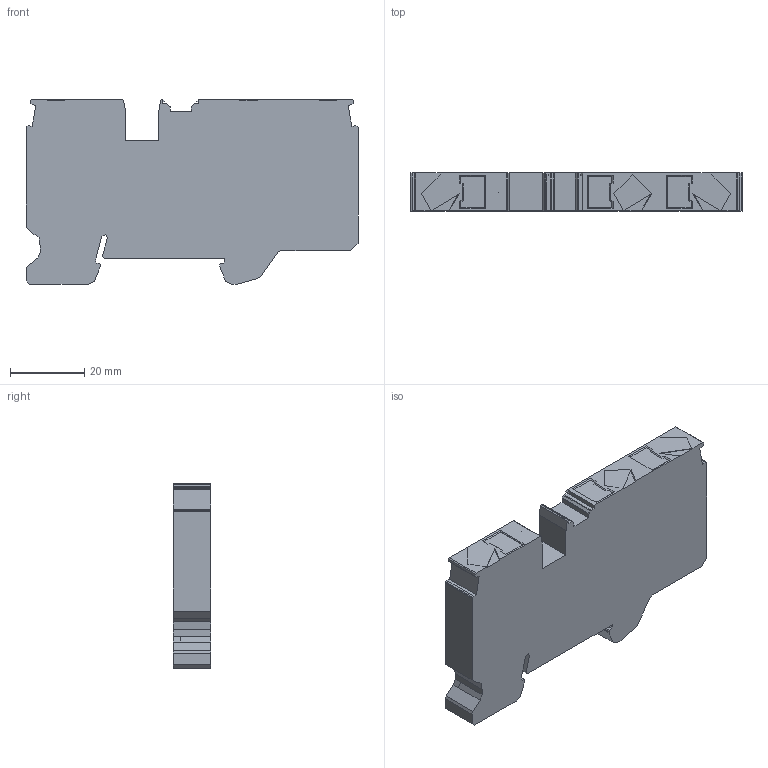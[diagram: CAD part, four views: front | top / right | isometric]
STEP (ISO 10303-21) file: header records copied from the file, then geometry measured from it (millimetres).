
FILE_DESCRIPTION( ('This file contains a STEP AP42 implementation' ,'as created by ZW3D STEP Interface translator.') ,'2;1' );
FILE_NAME( 'GUV10-103-XX-00N.stp' ,'2410 8.141544', (''), ('ZWCAD Software Co.'), 'Version 1.0', 'ZW3D to STEP translator', '' );
FILE_SCHEMA(('CONFIG_CONTROL_DESIGN'));
Length unit declared in the file: millimetre
Products named in the file (1): 0
Bounding box: 89.2 x 10.2 x 49.7 mm (x, y, z)
Volume: 38466 mm3; surface area: 10965.7 mm2
Topology: 1 solids, 1 shells, 146 faces, 426 edges, 280 vertices
Faces by surface type: bspline 146
Entity records: 5094 total; most frequent: CARTESIAN_POINT 2664, ORIENTED_EDGE 840, EDGE_CURVE 420, B_SPLINE_CURVE_WITH_KNOTS 325, VERTEX_POINT 280, EDGE_LOOP 150, FACE_OUTER_BOUND 146, ADVANCED_FACE 146
